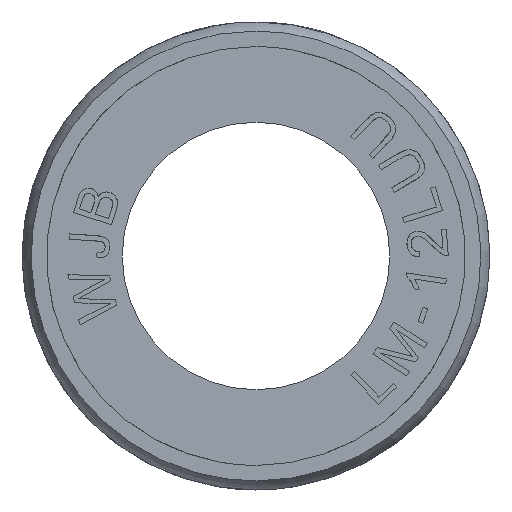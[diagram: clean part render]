
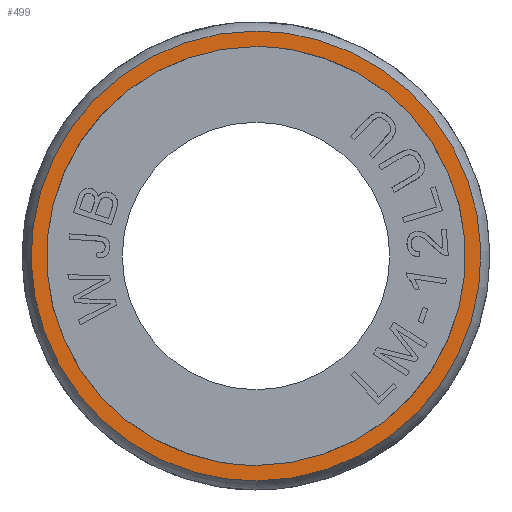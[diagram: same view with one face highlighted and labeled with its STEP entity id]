
A CAD part, left-side view. The second image highlights one B-rep face of the part: STEP entity #499.
In plain terms, the highlighted planar face has unit normal (-1, 0, 0).
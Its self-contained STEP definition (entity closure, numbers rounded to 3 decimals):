
#499=ADVANCED_FACE('',(#1469,#1470),#800,.T.);
#800=PLANE('',#5655);
#1120=B_SPLINE_CURVE_WITH_KNOTS('',3,(#8381,#8382,#8383,#8384,#8385,#8386,
#8387,#8388,#8389,#8390),.UNSPECIFIED.,.F.,.F.,(4,2,2,2,4),(0.,0.25,0.5,
0.75,1.),.UNSPECIFIED.);
#1121=B_SPLINE_CURVE_WITH_KNOTS('',3,(#8393,#8394,#8395,#8396,#8397,#8398,
#8399,#8400,#8401,#8402),.UNSPECIFIED.,.F.,.F.,(4,2,2,2,4),(0.,0.25,0.5,
0.75,1.),.UNSPECIFIED.);
#1124=B_SPLINE_CURVE_WITH_KNOTS('',3,(#8426,#8427,#8428,#8429,#8430,#8431,
#8432,#8433,#8434,#8435),.UNSPECIFIED.,.F.,.F.,(4,2,2,2,4),(0.,0.25,0.5,
0.75,1.),.UNSPECIFIED.);
#1125=B_SPLINE_CURVE_WITH_KNOTS('',3,(#8438,#8439,#8440,#8441,#8442,#8443,
#8444,#8445,#8446,#8447),.UNSPECIFIED.,.F.,.F.,(4,2,2,2,4),(0.,0.25,0.5,
0.75,1.),.UNSPECIFIED.);
#1469=FACE_BOUND('',#1547,.T.);
#1470=FACE_BOUND('',#1548,.T.);
#1547=EDGE_LOOP('',(#2110,#2111));
#1548=EDGE_LOOP('',(#2112,#2113));
#2110=ORIENTED_EDGE('',*,*,#4186,.F.);
#2111=ORIENTED_EDGE('',*,*,#4187,.F.);
#2112=ORIENTED_EDGE('',*,*,#4182,.T.);
#2113=ORIENTED_EDGE('',*,*,#4183,.T.);
#3654=VERTEX_POINT('',#8391);
#3655=VERTEX_POINT('',#8392);
#3658=VERTEX_POINT('',#8436);
#3659=VERTEX_POINT('',#8437);
#4182=EDGE_CURVE('',#3654,#3655,#1120,.T.);
#4183=EDGE_CURVE('',#3655,#3654,#1121,.T.);
#4186=EDGE_CURVE('',#3658,#3659,#1124,.T.);
#4187=EDGE_CURVE('',#3659,#3658,#1125,.T.);
#5655=AXIS2_PLACEMENT_3D('',#8448,#6104,#6105);
#6104=DIRECTION('',(-1.,0.,0.));
#6105=DIRECTION('',(0.,0.,1.));
#8381=CARTESIAN_POINT('',(0.,0.,10.094));
#8382=CARTESIAN_POINT('',(0.,2.652,10.094));
#8383=CARTESIAN_POINT('',(0.,5.264,9.011));
#8384=CARTESIAN_POINT('',(0.,9.012,5.264));
#8385=CARTESIAN_POINT('',(0.,10.094,2.65));
#8386=CARTESIAN_POINT('',(0.,10.095,-2.65));
#8387=CARTESIAN_POINT('',(0.,9.011,-5.264));
#8388=CARTESIAN_POINT('',(0.,5.264,-9.012));
#8389=CARTESIAN_POINT('',(0.,2.653,-10.094));
#8390=CARTESIAN_POINT('',(0.,0.,-10.094));
#8391=CARTESIAN_POINT('',(0.,0.,10.094));
#8392=CARTESIAN_POINT('',(0.,0.,-10.094));
#8393=CARTESIAN_POINT('',(0.,0.,-10.094));
#8394=CARTESIAN_POINT('',(0.,-2.652,-10.094));
#8395=CARTESIAN_POINT('',(0.,-5.264,-9.011));
#8396=CARTESIAN_POINT('',(0.,-9.012,-5.264));
#8397=CARTESIAN_POINT('',(0.,-10.094,-2.65));
#8398=CARTESIAN_POINT('',(0.,-10.095,2.65));
#8399=CARTESIAN_POINT('',(0.,-9.011,5.264));
#8400=CARTESIAN_POINT('',(0.,-5.264,9.012));
#8401=CARTESIAN_POINT('',(0.,-2.653,10.094));
#8402=CARTESIAN_POINT('',(0.,0.,10.094));
#8426=CARTESIAN_POINT('',(0.,0.,9.4));
#8427=CARTESIAN_POINT('',(0.,2.461,9.4));
#8428=CARTESIAN_POINT('',(0.,4.907,8.387));
#8429=CARTESIAN_POINT('',(0.,8.387,4.907));
#8430=CARTESIAN_POINT('',(0.,9.4,2.461));
#8431=CARTESIAN_POINT('',(0.,9.4,-2.461));
#8432=CARTESIAN_POINT('',(0.,8.387,-4.907));
#8433=CARTESIAN_POINT('',(0.,4.907,-8.387));
#8434=CARTESIAN_POINT('',(0.,2.461,-9.4));
#8435=CARTESIAN_POINT('',(0.,0.,
-9.4));
#8436=CARTESIAN_POINT('',(0.,0.,9.4));
#8437=CARTESIAN_POINT('',(0.,0.,
-9.4));
#8438=CARTESIAN_POINT('',(0.,0.,
-9.4));
#8439=CARTESIAN_POINT('',(0.,-2.461,-9.4));
#8440=CARTESIAN_POINT('',(0.,-4.907,-8.387));
#8441=CARTESIAN_POINT('',(0.,-8.387,-4.907));
#8442=CARTESIAN_POINT('',(0.,-9.4,-2.461));
#8443=CARTESIAN_POINT('',(0.,-9.4,2.461));
#8444=CARTESIAN_POINT('',(0.,-8.387,4.907));
#8445=CARTESIAN_POINT('',(0.,-4.907,8.387));
#8446=CARTESIAN_POINT('',(0.,-2.461,9.4));
#8447=CARTESIAN_POINT('',(0.,0.,9.4));
#8448=CARTESIAN_POINT('',(0.,-10.298,-10.094));
